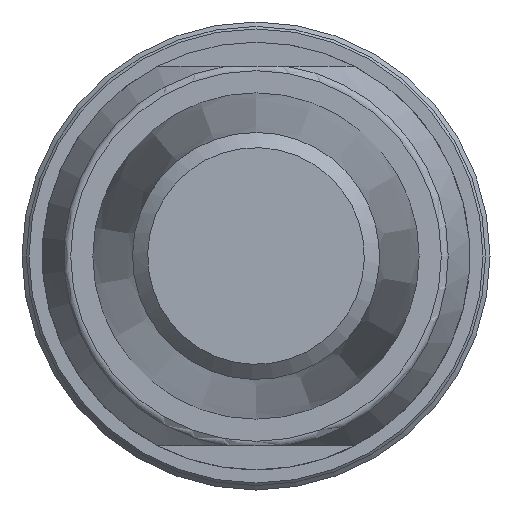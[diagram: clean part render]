
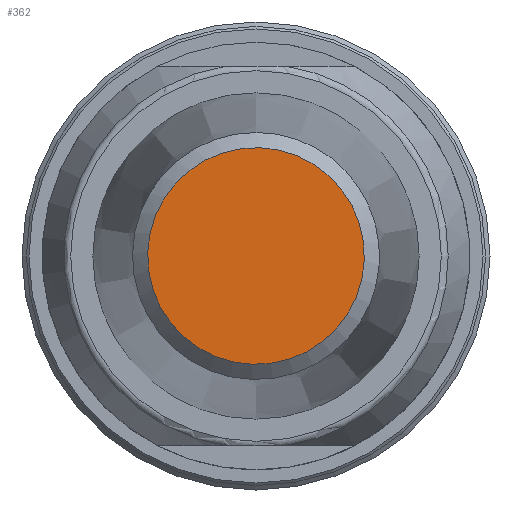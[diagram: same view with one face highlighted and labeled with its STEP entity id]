
A CAD part, left-side view. The second image highlights one B-rep face of the part: STEP entity #362.
In plain terms, the highlighted planar face has unit normal (-1, 0, 0).
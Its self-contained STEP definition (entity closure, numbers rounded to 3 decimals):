
#233=PLANE('',#1128);
#362=ADVANCED_FACE('',(#454),#233,.T.);
#454=FACE_OUTER_BOUND('',#488,.T.);
#488=EDGE_LOOP('',(#692));
#611=CIRCLE('',#1127,4.283);
#692=ORIENTED_EDGE('',*,*,#1006,.T.);
#907=VERTEX_POINT('',#1630);
#1006=EDGE_CURVE('',#907,#907,#611,.T.);
#1127=AXIS2_PLACEMENT_3D('',#1629,#1276,#1277);
#1128=AXIS2_PLACEMENT_3D('',#1631,#1278,#1279);
#1276=DIRECTION('',(-1.,0.,0.));
#1277=DIRECTION('',(0.,-0.924,-0.382));
#1278=DIRECTION('',(-1.,0.,0.));
#1279=DIRECTION('',(0.,-0.924,-0.382));
#1629=CARTESIAN_POINT('',(-56.4,0.,0.));
#1630=CARTESIAN_POINT('',(-56.4,-3.959,-1.636));
#1631=CARTESIAN_POINT('',(-56.4,0.,0.));
